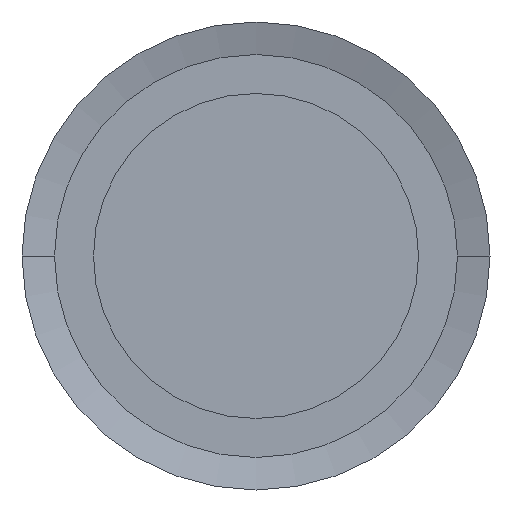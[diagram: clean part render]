
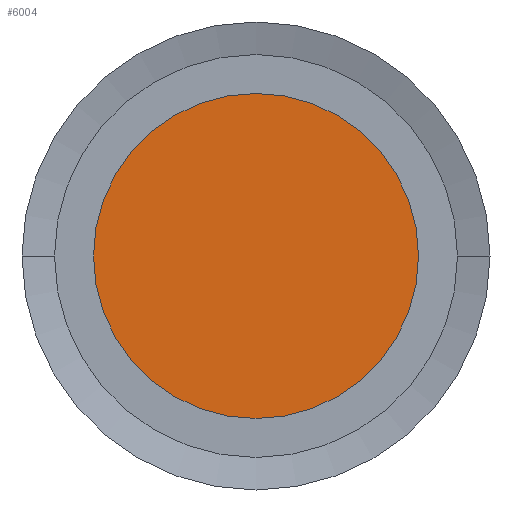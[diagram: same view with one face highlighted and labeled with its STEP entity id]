
A CAD part, left-side view. The second image highlights one B-rep face of the part: STEP entity #6004.
In plain terms, the highlighted planar face has unit normal (-1, 0, 0).
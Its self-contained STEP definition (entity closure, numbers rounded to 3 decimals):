
#5979=CARTESIAN_POINT('',(0.,0.,0.));
#5980=DIRECTION('',(1.,0.,0.));
#5981=DIRECTION('',(0.,0.,-1.));
#5982=AXIS2_PLACEMENT_3D('',#5979,#5980,#5981);
#5983=PLANE('',#5982);
#5984=CARTESIAN_POINT('',(0.,0.,12.5));
#5985=VERTEX_POINT('',#5984);
#5986=CARTESIAN_POINT('',(0.,-0.,-12.5));
#5987=VERTEX_POINT('',#5986);
#5988=CARTESIAN_POINT('',(0.,0.,0.));
#5989=DIRECTION('',(1.,0.,0.));
#5990=DIRECTION('',(0.,0.,-1.));
#5991=AXIS2_PLACEMENT_3D('',#5988,#5989,#5990);
#5992=CIRCLE('',#5991,12.5);
#5993=EDGE_CURVE('',#5985,#5987,#5992,.T.);
#5994=ORIENTED_EDGE('',*,*,#5993,.F.);
#5995=CARTESIAN_POINT('',(0.,0.,0.));
#5996=DIRECTION('',(1.,0.,0.));
#5997=DIRECTION('',(0.,0.,-1.));
#5998=AXIS2_PLACEMENT_3D('',#5995,#5996,#5997);
#5999=CIRCLE('',#5998,12.5);
#6000=EDGE_CURVE('',#5987,#5985,#5999,.T.);
#6001=ORIENTED_EDGE('',*,*,#6000,.F.);
#6002=EDGE_LOOP('',(#5994,#6001));
#6003=FACE_BOUND('',#6002,.T.);
#6004=ADVANCED_FACE('',(#6003),#5983,.F.);
